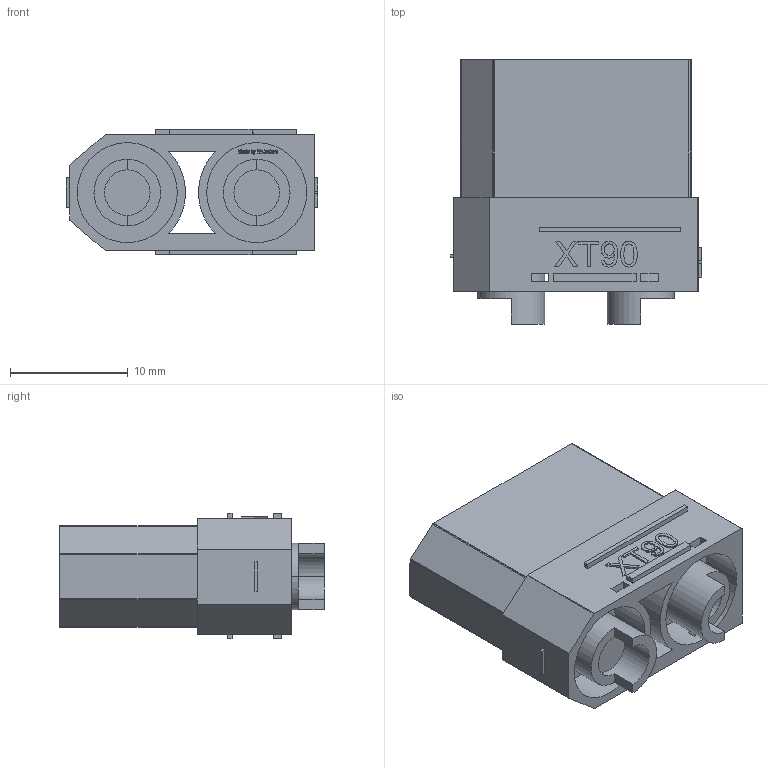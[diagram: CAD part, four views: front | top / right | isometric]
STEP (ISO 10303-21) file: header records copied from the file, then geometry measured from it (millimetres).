
FILE_DESCRIPTION (( 'STEP AP214' ), '1' );
FILE_NAME ('XT90PB-F.STEP', '2023-08-30T19:00:40', ( '' ), ( '' ), 'SwSTEP 2.0', 'SolidWorks 2022', '' );
FILE_SCHEMA (( 'AUTOMOTIVE_DESIGN' ));
Length unit declared in the file: millimetre
Products named in the file (1): XT90PB-F
Bounding box: 21.4 x 22.5 x 10.7 mm (x, y, z)
Volume: 1956.2 mm3; surface area: 4161.2 mm2
Topology: 3 solids, 3 shells, 589 faces, 1601 edges, 1056 vertices
Faces by surface type: bspline 316, plane 223, cylinder 46, torus 4
Entity records: 21409 total; most frequent: CARTESIAN_POINT 8471, ORIENTED_EDGE 3202, DIRECTION 1674, EDGE_CURVE 1601, VERTEX_POINT 1056, LINE 886, VECTOR 886, EDGE_LOOP 641
